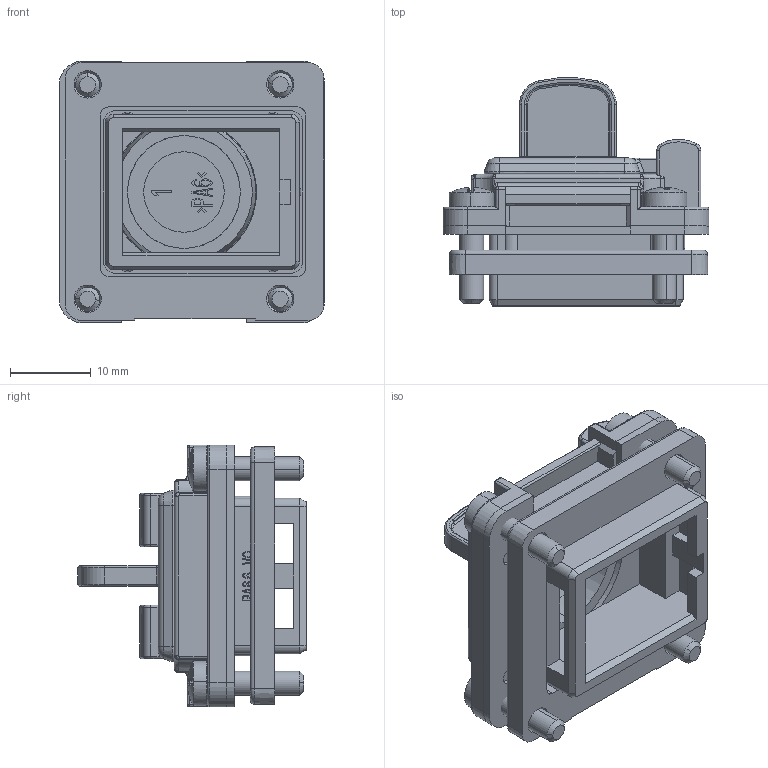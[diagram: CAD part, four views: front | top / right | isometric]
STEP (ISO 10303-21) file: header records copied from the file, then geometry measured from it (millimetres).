
FILE_DESCRIPTION (( 'STEP AP214' ), '1' );
FILE_NAME ('J00029A0040H50.STEP', '2010-07-19T06:58:03', ( 'ich' ), ( 'pp' ), 'SwSTEP 2.0', 'SolidWorks 2010', '' );
FILE_SCHEMA (( 'AUTOMOTIVE_DESIGN' ));
Length unit declared in the file: millimetre
Products named in the file (10): J00029A0040H50; J00029A0040H51_Default; J00029A0040-3_Default; J00029A0040-2_Default; J00029A0040-4_Default; J00029A0040-5_Default; J00029A0040-6_Default; B07002A0024; J00029A0040-7_Default; J00029A0040-9_Default
Assembly tree (9 placements, depth 2):
  J00029A0040H50
    J00029A0040-2_Default
    J00029A0040-9_Default
    J00029A0040-5_Default
    J00029A0040-4_Default
    J00029A0040-7_Default
    B07002A0024
    J00029A0040H51_Default
    J00029A0040-6_Default
    J00029A0040-3_Default
Bounding box: 33 x 28.3 x 32.5 mm (x, y, z)
Volume: 8633.7 mm3; surface area: 10492.8 mm2
Topology: 9 solids, 9 shells, 1346 faces, 3584 edges, 2294 vertices
Faces by surface type: plane 902, cylinder 206, torus 89, cone 83, bspline 54, sphere 12
Entity records: 44300 total; most frequent: CARTESIAN_POINT 10377, ORIENTED_EDGE 7136, DIRECTION 6772, EDGE_CURVE 3568, VECTOR 2578, LINE 2578, VERTEX_POINT 2290, AXIS2_PLACEMENT_3D 2097
